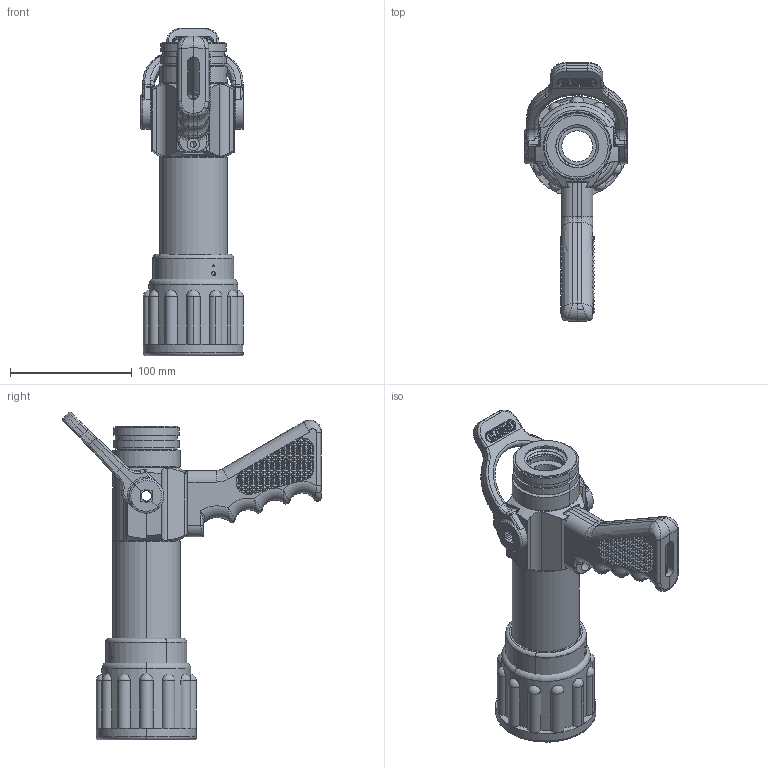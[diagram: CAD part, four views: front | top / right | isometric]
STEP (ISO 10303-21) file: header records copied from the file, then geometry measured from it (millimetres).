
FILE_DESCRIPTION (( 'STEP AP214' ), '1' );
FILE_NAME ('SM-3-FG.STEP', '2013-06-14T17:47:22', ( 'eb' ), ( '' ), 'SwSTEP 2.0', 'SolidWorks 2013', '' );
FILE_SCHEMA (( 'AUTOMOTIVE_DESIGN' ));
Length unit declared in the file: inch
Products named in the file (15): Products.Nozzles.SFM (Phantom)-SFM-HPG (Rigid Teeth)SLEEVE - TIP (AL)61670001B50NULL; SM-3-FG; Products.Nozzles.SM-3F-SM-3FSM-3-FG PG Nozzle 1.0 InSM-3-FG-10NULL; Products.Nozzles.SM-3F-SM-3F1.0 Alum PG Assy New Style9910610110NULL; Products.Nozzles.SFS-O-SFS-O1.0 Alum Free Swivel Base Ass''y9910000120NULL; Products.Nozzles.SFS-O-SFS-O-DI (Deicing)Adapter-Base (FS)1160700110NULL; Release-Details 15000 - 19999Base-Adapter (FS) 1.0 NH16760001_20NULL; Products.Nozzles.SFM (Phantom)-SFM-HPG (Rigid Teeth)Grip-Pistol (Knurled) Aluminum33781001REL60NULL; Products.Nozzles.SM-3F-SM-3FSM-3-F Nozzle Sub-Assy8047500150NULL; Products.Nozzles.SM-3F-SM-3FSM-3-F Power Cell Quad8047510130NULL; Release-Details 15000 - 19999Body Base Nozzle1713400110NULL; Products.Nozzles.4000-4000-01Shut-off Body Sub Ass''y80500001_4000-0130NULL; Release-Details 15000 - 199991.5 Body-Shutoff (SM-10F) Aluminum1696500120NULL; Release-Details 35000 - 39999Handle-Tab (Double Stop)3627600010NULL; Release-Details 30000 - 34999Grip-Bumper (SM-3F) Yellow3365300030NULL
Assembly tree (14 placements, depth 5):
  SM-3-FG
    Products.Nozzles.SM-3F-SM-3FSM-3-FG PG Nozzle 1.0 InSM-3-FG-10NULL
      Products.Nozzles.SM-3F-SM-3FSM-3-F Nozzle Sub-Assy8047500150NULL
        Products.Nozzles.SFM (Phantom)-SFM-HPG (Rigid Teeth)SLEEVE - TIP (AL)61670001B50NULL
        Release-Details 30000 - 34999Grip-Bumper (SM-3F) Yellow3365300030NULL
        Products.Nozzles.4000-4000-01Shut-off Body Sub Ass''y80500001_4000-0130NULL
          Release-Details 35000 - 39999Handle-Tab (Double Stop)3627600010NULL
          Release-Details 15000 - 199991.5 Body-Shutoff (SM-10F) Aluminum1696500120NULL
        Products.Nozzles.SM-3F-SM-3FSM-3-F Power Cell Quad8047510130NULL
          Release-Details 15000 - 19999Body Base Nozzle1713400110NULL
      Products.Nozzles.SM-3F-SM-3F1.0 Alum PG Assy New Style9910610110NULL
        Products.Nozzles.SFM (Phantom)-SFM-HPG (Rigid Teeth)Grip-Pistol (Knurled) Aluminum33781001REL60NULL
        Products.Nozzles.SFS-O-SFS-O1.0 Alum Free Swivel Base Ass''y9910000120NULL
          Release-Details 15000 - 19999Base-Adapter (FS) 1.0 NH16760001_20NULL
          Products.Nozzles.SFS-O-SFS-O-DI (Deicing)Adapter-Base (FS)1160700110NULL
Bounding box: 84.71 x 213.03 x 269.59 mm (x, y, z)
Volume: 439108.2 mm3; surface area: 188148.5 mm2
Topology: 8 solids, 8 shells, 2489 faces, 4756 edges, 2290 vertices
Faces by surface type: plane 1830, cylinder 356, bspline 158, cone 74, torus 53, sphere 18
Entity records: 82828 total; most frequent: CARTESIAN_POINT 35743, ORIENTED_EDGE 9462, DIRECTION 9267, EDGE_CURVE 4731, VECTOR 3277, LINE 3277, AXIS2_PLACEMENT_3D 2995, EDGE_LOOP 2556
